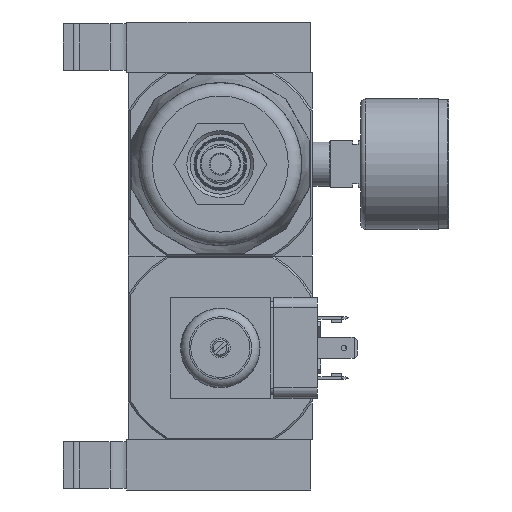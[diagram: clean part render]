
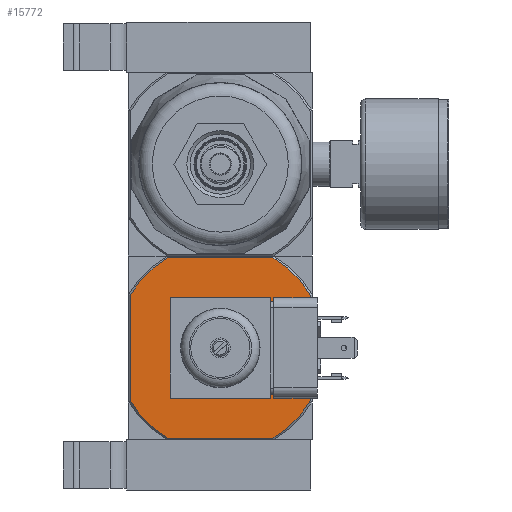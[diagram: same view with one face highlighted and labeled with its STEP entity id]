
A CAD part, front view. The second image highlights one B-rep face of the part: STEP entity #15772.
In plain terms, the highlighted planar face has unit normal (0, -1, 0).
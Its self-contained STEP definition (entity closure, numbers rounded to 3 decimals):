
#1395=CIRCLE('',#21951,6.579);
#1396=CIRCLE('',#21952,31.25);
#1397=CIRCLE('',#21953,31.25);
#1398=CIRCLE('',#21954,31.25);
#1399=CIRCLE('',#21955,31.25);
#4291=ORIENTED_EDGE('',*,*,#7361,.F.);
#4292=ORIENTED_EDGE('',*,*,#7362,.T.);
#4293=ORIENTED_EDGE('',*,*,#7363,.F.);
#4294=ORIENTED_EDGE('',*,*,#7357,.T.);
#4295=ORIENTED_EDGE('',*,*,#7364,.F.);
#4296=ORIENTED_EDGE('',*,*,#7365,.F.);
#4297=ORIENTED_EDGE('',*,*,#7366,.F.);
#4298=ORIENTED_EDGE('',*,*,#7367,.F.);
#4299=ORIENTED_EDGE('',*,*,#7368,.F.);
#7357=EDGE_CURVE('',#9153,#9154,#10308,.T.);
#7361=EDGE_CURVE('',#9157,#9157,#1395,.T.);
#7362=EDGE_CURVE('',#9158,#9159,#10310,.T.);
#7363=EDGE_CURVE('',#9153,#9159,#1396,.T.);
#7364=EDGE_CURVE('',#9160,#9154,#1397,.T.);
#7365=EDGE_CURVE('',#9161,#9160,#10311,.T.);
#7366=EDGE_CURVE('',#9162,#9161,#1398,.T.);
#7367=EDGE_CURVE('',#9163,#9162,#10312,.T.);
#7368=EDGE_CURVE('',#9158,#9163,#1399,.T.);
#9153=VERTEX_POINT('',#31158);
#9154=VERTEX_POINT('',#31159);
#9157=VERTEX_POINT('',#31173);
#9158=VERTEX_POINT('',#31175);
#9159=VERTEX_POINT('',#31176);
#9160=VERTEX_POINT('',#31179);
#9161=VERTEX_POINT('',#31181);
#9162=VERTEX_POINT('',#31183);
#9163=VERTEX_POINT('',#31185);
#10308=LINE('',#31157,#11444);
#10310=LINE('',#31174,#11446);
#10311=LINE('',#31180,#11447);
#10312=LINE('',#31184,#11448);
#11444=VECTOR('',#25389,1000.);
#11446=VECTOR('',#25395,1000.);
#11447=VECTOR('',#25400,1000.);
#11448=VECTOR('',#25403,1000.);
#12801=EDGE_LOOP('',(#4291));
#12802=EDGE_LOOP('',(#4292,#4293,#4294,#4295,#4296,#4297,#4298,#4299));
#14113=FACE_BOUND('',#12801,.T.);
#14114=FACE_BOUND('',#12802,.T.);
#14931=PLANE('',#21950);
#15772=ADVANCED_FACE('',(#14113,#14114),#14931,.F.);
#21950=AXIS2_PLACEMENT_3D('',#31171,#25391,#25392);
#21951=AXIS2_PLACEMENT_3D('',#31172,#25393,#25394);
#21952=AXIS2_PLACEMENT_3D('',#31177,#25396,#25397);
#21953=AXIS2_PLACEMENT_3D('',#31178,#25398,#25399);
#21954=AXIS2_PLACEMENT_3D('',#31182,#25401,#25402);
#21955=AXIS2_PLACEMENT_3D('',#31186,#25404,#25405);
#25389=DIRECTION('',(0.,0.,-1.));
#25391=DIRECTION('',(0.,1.,0.));
#25392=DIRECTION('',(0.,0.,1.));
#25393=DIRECTION('',(0.,-1.,0.));
#25394=DIRECTION('',(0.,0.,-1.));
#25395=DIRECTION('',(-1.,0.,0.));
#25396=DIRECTION('',(0.,1.,0.));
#25397=DIRECTION('',(-1.,0.,0.));
#25398=DIRECTION('',(0.,1.,0.));
#25399=DIRECTION('',(-1.,0.,0.));
#25400=DIRECTION('',(-1.,0.,0.));
#25401=DIRECTION('',(0.,1.,0.));
#25402=DIRECTION('',(-1.,0.,0.));
#25403=DIRECTION('',(0.,0.,-1.));
#25404=DIRECTION('',(0.,1.,0.));
#25405=DIRECTION('',(-1.,0.,0.));
#31157=CARTESIAN_POINT('',(-27.,-27.5,27.5));
#31158=CARTESIAN_POINT('',(-27.,-27.5,15.734));
#31159=CARTESIAN_POINT('',(-27.,-27.5,-15.734));
#31171=CARTESIAN_POINT('',(-27.,-27.5,27.5));
#31172=CARTESIAN_POINT('',(0.,-27.5,0.));
#31173=CARTESIAN_POINT('',(0.,-27.5,-6.579));
#31174=CARTESIAN_POINT('',(27.5,-27.5,27.));
#31175=CARTESIAN_POINT('',(15.734,-27.5,27.));
#31176=CARTESIAN_POINT('',(-15.734,-27.5,27.));
#31177=CARTESIAN_POINT('',(0.,-27.5,0.));
#31178=CARTESIAN_POINT('',(0.,-27.5,0.));
#31179=CARTESIAN_POINT('',(-15.734,-27.5,-27.));
#31180=CARTESIAN_POINT('',(27.5,-27.5,-27.));
#31181=CARTESIAN_POINT('',(15.734,-27.5,-27.));
#31182=CARTESIAN_POINT('',(0.,-27.5,0.));
#31183=CARTESIAN_POINT('',(27.,-27.5,-15.734));
#31184=CARTESIAN_POINT('',(27.,-27.5,27.5));
#31185=CARTESIAN_POINT('',(27.,-27.5,15.734));
#31186=CARTESIAN_POINT('',(0.,-27.5,0.));
